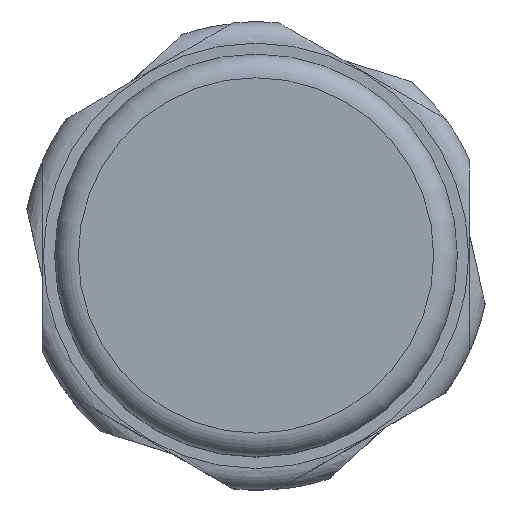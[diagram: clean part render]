
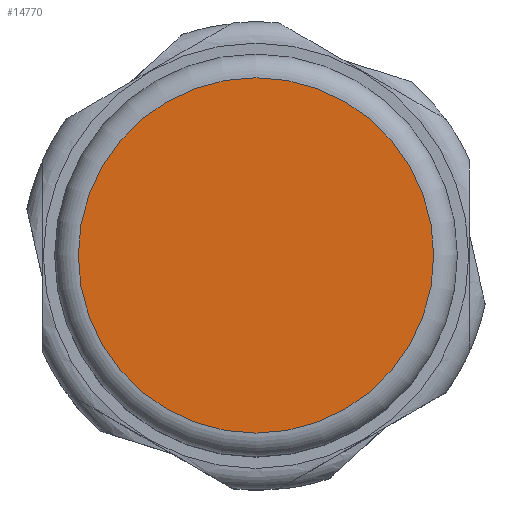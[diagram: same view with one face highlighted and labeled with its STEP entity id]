
A CAD part, top view. The second image highlights one B-rep face of the part: STEP entity #14770.
In plain terms, the highlighted planar face has unit normal (0, 0, 1).
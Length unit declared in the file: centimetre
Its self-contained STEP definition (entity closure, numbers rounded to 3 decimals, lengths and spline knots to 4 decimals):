
#1094=PLANE('',#15865);
#1793=FACE_OUTER_BOUND('',#2618,.T.);
#2618=EDGE_LOOP('',(#11101,#11102));
#5160=CIRCLE('',#15858,1.5);
#5164=CIRCLE('',#15862,1.5);
#6163=VERTEX_POINT('',#23988);
#6164=VERTEX_POINT('',#23989);
#7936=EDGE_CURVE('',#6163,#6164,#5160,.T.);
#7940=EDGE_CURVE('',#6164,#6163,#5164,.T.);
#11101=ORIENTED_EDGE('',*,*,#7936,.F.);
#11102=ORIENTED_EDGE('',*,*,#7940,.F.);
#14770=ADVANCED_FACE('',(#1793),#1094,.F.);
#15858=AXIS2_PLACEMENT_3D('',#23990,#18291,#18292);
#15862=AXIS2_PLACEMENT_3D('',#23996,#18299,#18300);
#15865=AXIS2_PLACEMENT_3D('',#24001,#18306,#18307);
#18291=DIRECTION('center_axis',(0.,0.,
-1.));
#18292=DIRECTION('ref_axis',(1.,0.,0.));
#18299=DIRECTION('center_axis',(0.,0.,
-1.));
#18300=DIRECTION('ref_axis',(1.,0.,0.));
#18306=DIRECTION('center_axis',(0.,0.,
-1.));
#18307=DIRECTION('ref_axis',(1.,0.,0.));
#23988=CARTESIAN_POINT('',(-1.5,0.,3.1919));
#23989=CARTESIAN_POINT('',(1.5,0.,3.1919));
#23990=CARTESIAN_POINT('Origin',(0.,0.,
3.1919));
#23996=CARTESIAN_POINT('Origin',(0.,0.,
3.1919));
#24001=CARTESIAN_POINT('Origin',(0.,0.,
3.1919));
